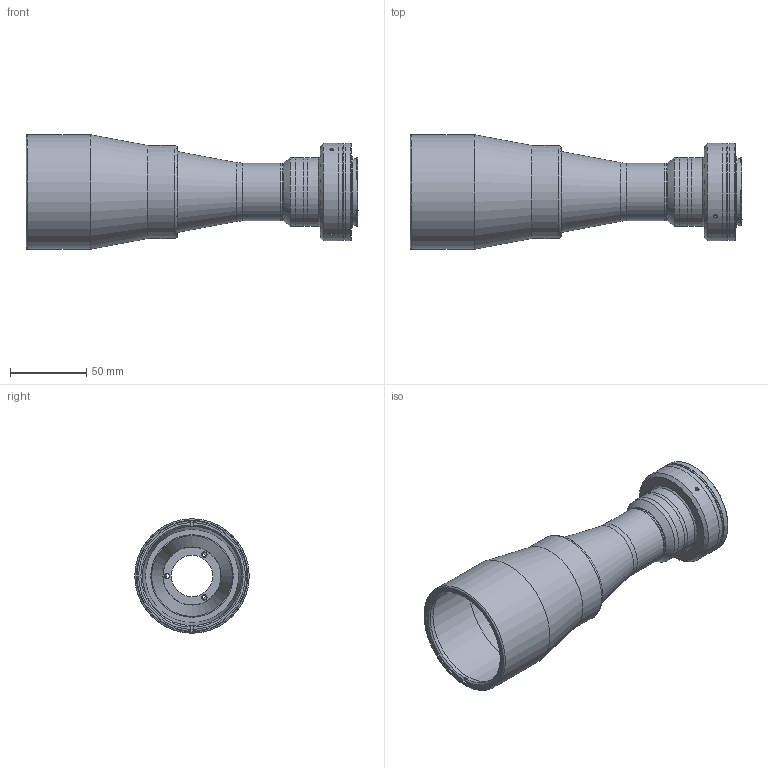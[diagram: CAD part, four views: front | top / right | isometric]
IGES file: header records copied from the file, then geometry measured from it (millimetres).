
Start section: SolidWorks IGES file using analytic representation for surfaces
Global section: file name: DP32084-A_TC10M048-F.igs; native system: SolidWorks 2021; preprocessor: SolidWorks 2021; author: lfspanu; date: 221206.174936; units: millimetre
Bounding box: 217.62 x 75 x 75 mm (x, y, z)
Surface area: 60713.2 mm2 (no closed solid volume)
Topology: 0 solids, 0 shells, 95 faces, 536 edges, 498 vertices
Faces by surface type: revolution 53, bspline 42
